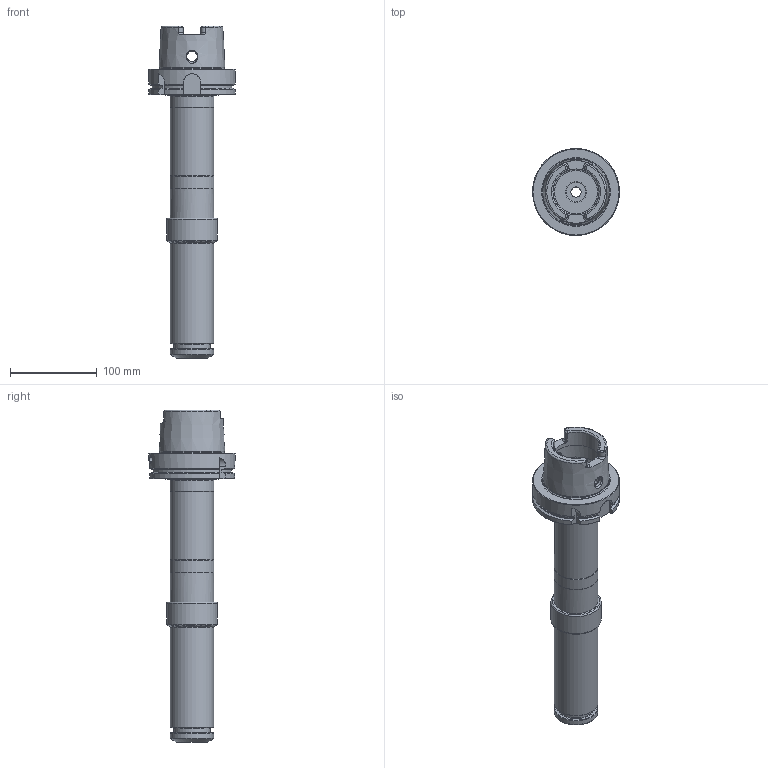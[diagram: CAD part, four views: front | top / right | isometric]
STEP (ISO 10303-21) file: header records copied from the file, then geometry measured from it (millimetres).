
FILE_DESCRIPTION(/* description */ (''),/* implementation_level */ '2;1');
FILE_NAME(/* name */ '888578170.stp',/* time_stamp */ '2023-03-15T12:25:04',/* author */ ('Ratnasingam Jekanthan'),/* organization */ ('REGO-FIX'),/* preprocessor_version */ ' Unknown',/* originating_system */ 'SIEMENS PLM Software Solid Edge ST10',/* authorization */ 'Unknown');
FILE_SCHEMA (('AUTOMOTIVE_DESIGN { 1 0 10303 214 2 1 1}'));
Length unit declared in the file: millimetre
Products named in the file (1): NOCUT
Bounding box: 100 x 100 x 382 mm (x, y, z)
Volume: 750956.9 mm3; surface area: 129945.8 mm2
Topology: 1 solids, 4 shells, 197 faces, 472 edges, 294 vertices
Faces by surface type: cylinder 54, plane 50, cone 50, torus 43
Full cylindrical faces by diameter (mm): 8.5 x1, 10 x1, 12 x4, 14 x1, 20 x1, 22.376 x1, 25 x1, 30.5 x1, 31.6 x1, 33 x2, 42 x2, 50 x7, 50.5 x2, 52.6 x1, 53 x3, 53.376 x1, 55 x1, 58 x1, 63 x1, 75.459 x1, 100 x1
Entity records: 6601 total; most frequent: CARTESIAN_POINT 1214, DIRECTION 852, ORIENTED_EDGE 676, AXIS2_PLACEMENT_3D 386, EDGE_CURVE 338, EDGE_LOOP 322, FACE_BOUND 322, VERTEX_POINT 262
